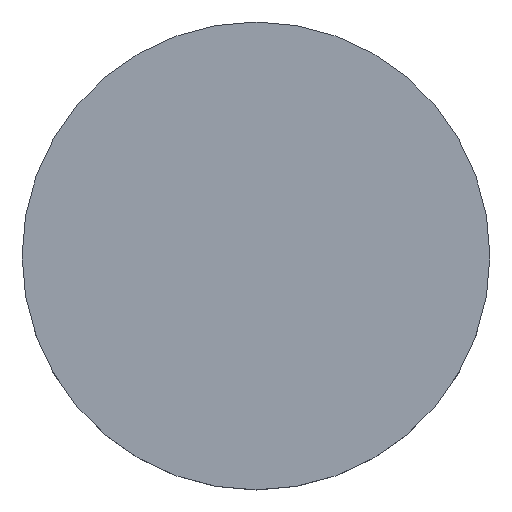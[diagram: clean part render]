
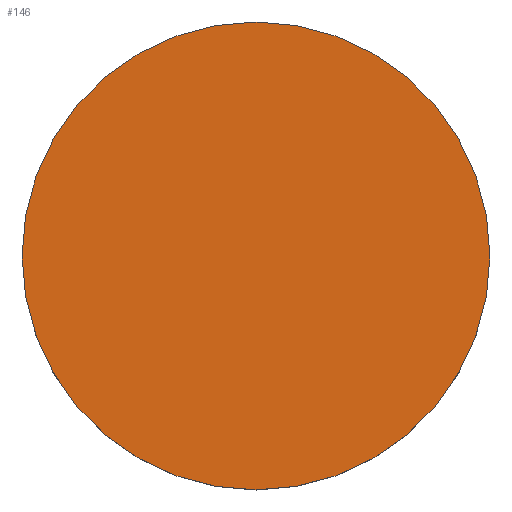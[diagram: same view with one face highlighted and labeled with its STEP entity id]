
A CAD part, top view. The second image highlights one B-rep face of the part: STEP entity #146.
In plain terms, the highlighted planar face has unit normal (0, 0, 1).
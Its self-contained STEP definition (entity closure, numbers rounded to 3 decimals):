
#1 = DIRECTION ( 'NONE',  ( 0., 0., -1. ) ) ;
#7 = CIRCLE ( 'NONE', #36, 12.7 ) ;
#12 = DIRECTION ( 'NONE',  ( 1., 0., 0. ) ) ;
#19 = FACE_OUTER_BOUND ( 'NONE', #136, .T. ) ;
#26 = CARTESIAN_POINT ( 'NONE',  ( 12.7, 0., 3. ) ) ;
#29 = EDGE_CURVE ( 'NONE', #114, #121, #7, .T. ) ;
#31 = CARTESIAN_POINT ( 'NONE',  ( 0., 26.112, 3. ) ) ;
#33 = ORIENTED_EDGE ( 'NONE', *, *, #141, .F. ) ;
#35 = DIRECTION ( 'NONE',  ( 0., 0., -1. ) ) ;
#36 = AXIS2_PLACEMENT_3D ( 'NONE', #142, #35, #163 ) ;
#41 = CARTESIAN_POINT ( 'NONE',  ( -12.7, 0., 3. ) ) ;
#44 = CARTESIAN_POINT ( 'NONE',  ( 0., 0., 3. ) ) ;
#67 = AXIS2_PLACEMENT_3D ( 'NONE', #44, #1, #106 ) ;
#106 = DIRECTION ( 'NONE',  ( 1., 0., 0. ) ) ;
#114 = VERTEX_POINT ( 'NONE', #41 ) ;
#121 = VERTEX_POINT ( 'NONE', #26 ) ;
#134 = AXIS2_PLACEMENT_3D ( 'NONE', #31, #221, #12 ) ;
#136 = EDGE_LOOP ( 'NONE', ( #33, #165 ) ) ;
#139 = CIRCLE ( 'NONE', #67, 12.7 ) ;
#141 = EDGE_CURVE ( 'NONE', #121, #114, #139, .T. ) ;
#142 = CARTESIAN_POINT ( 'NONE',  ( 0., 0., 3. ) ) ;
#146 = ADVANCED_FACE ( 'NONE', ( #19 ), #213, .T. ) ;
#163 = DIRECTION ( 'NONE',  ( 1., 0., 0. ) ) ;
#165 = ORIENTED_EDGE ( 'NONE', *, *, #29, .F. ) ;
#213 = PLANE ( 'NONE',  #134 ) ;
#221 = DIRECTION ( 'NONE',  ( 0., 0., 1. ) ) ;
